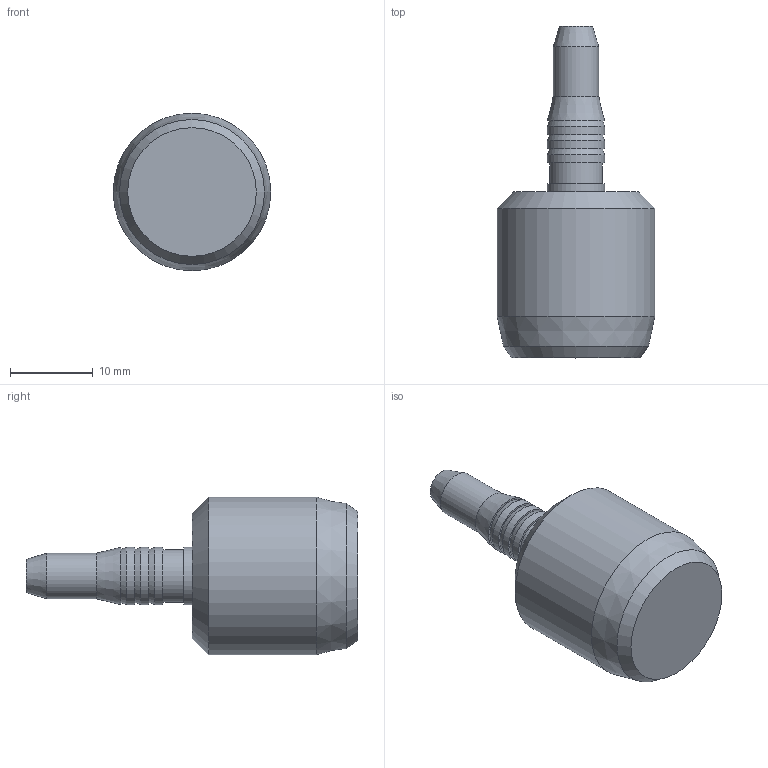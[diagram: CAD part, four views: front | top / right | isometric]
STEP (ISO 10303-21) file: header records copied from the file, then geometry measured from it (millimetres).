
FILE_DESCRIPTION(/* description */ (''),/* implementation_level */ '2;1');
FILE_NAME(/* name */ '22855.stp',/* time_stamp */ '2023-03-07T13:28:39+01:00',/* author */ ('DOMINIQUE'),/* organization */ (''),/* preprocessor_version */ 'ST-DEVELOPER v18.1',/* originating_system */ 'Autodesk Inventor 2021',/* authorisation */ '');
FILE_SCHEMA (('CONFIG_CONTROL_DESIGN'));
Length unit declared in the file: millimetre
Products named in the file (1): pene bas
Bounding box: 19 x 40 x 19 mm (x, y, z)
Volume: 5530 mm3; surface area: 2512.7 mm2
Topology: 1 solids, 1 shells, 25 faces, 40 edges, 24 vertices
Faces by surface type: plane 9, cylinder 8, cone 8
Full cylindrical faces by diameter (mm): 5.5 x1, 6.3 x1, 6.9 x4, 10.1 x1, 19 x1
Entity records: 615 total; most frequent: DIRECTION 116, CARTESIAN_POINT 90, ORIENTED_EDGE 80, AXIS2_PLACEMENT_3D 50, EDGE_CURVE 40, EDGE_LOOP 32, FACE_OUTER_BOUND 25, ADVANCED_FACE 25
